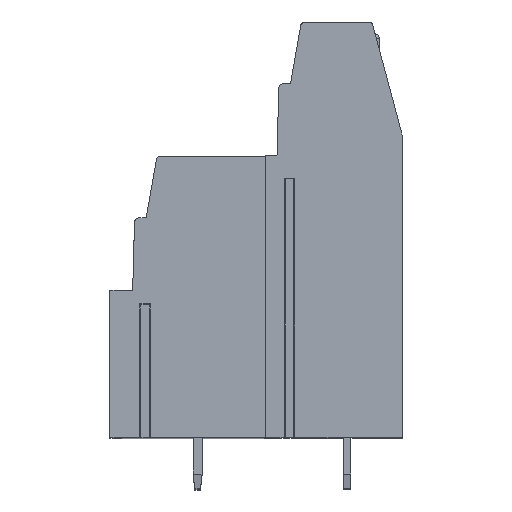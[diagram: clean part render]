
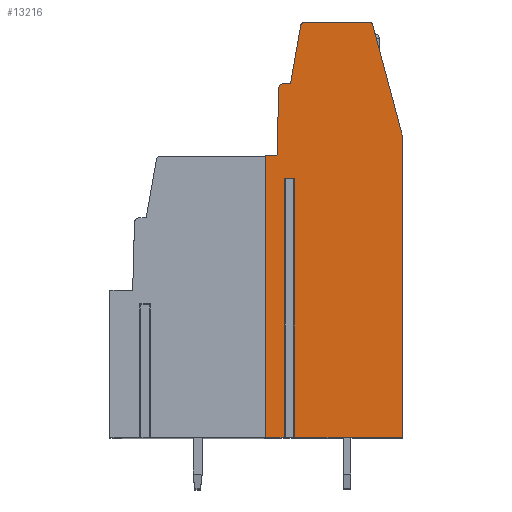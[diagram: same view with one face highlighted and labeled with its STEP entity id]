
A CAD part, top view. The second image highlights one B-rep face of the part: STEP entity #13216.
In plain terms, the highlighted planar face has unit normal (0, 0, 1).
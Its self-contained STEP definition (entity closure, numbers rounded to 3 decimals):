
#13=DIRECTION('',(-1.,0.,0.));
#14=VECTOR('',#13,0.743);
#15=CARTESIAN_POINT('',(1.908,2.65,48.26));
#16=LINE('',#15,#14);
#17=DIRECTION('',(0.,-1.,0.));
#18=VECTOR('',#17,17.55);
#19=CARTESIAN_POINT('',(1.165,2.65,48.26));
#20=LINE('',#19,#18);
#21=DIRECTION('',(1.,0.,0.));
#22=VECTOR('',#21,1.228);
#23=CARTESIAN_POINT('',(-0.063,-14.9,48.26));
#24=LINE('',#23,#22);
#25=DIRECTION('',(-1.,0.,0.));
#26=VECTOR('',#25,0.75);
#27=CARTESIAN_POINT('',(0.687,4.2,48.26));
#28=LINE('',#27,#26);
#29=DIRECTION('',(-0.026,-1.,0.));
#30=VECTOR('',#29,4.609);
#31=CARTESIAN_POINT('',(0.808,8.808,48.26));
#32=LINE('',#31,#30);
#33=CARTESIAN_POINT('',(1.108,8.8,48.26));
#34=DIRECTION('',(0.,0.,1.));
#35=DIRECTION('',(0.,1.,0.));
#36=AXIS2_PLACEMENT_3D('',#33,#34,#35);
#38=DIRECTION('',(-1.,0.,0.));
#39=VECTOR('',#38,0.497);
#40=CARTESIAN_POINT('',(1.605,9.1,48.26));
#41=LINE('',#40,#39);
#42=DIRECTION('',(-0.174,-0.985,0.));
#43=VECTOR('',#42,4.013);
#44=CARTESIAN_POINT('',(2.301,13.052,48.26));
#45=LINE('',#44,#43);
#46=CARTESIAN_POINT('',(2.597,13.,48.26));
#47=DIRECTION('',(0.,0.,1.));
#48=DIRECTION('',(0.,1.,0.));
#49=AXIS2_PLACEMENT_3D('',#46,#47,#48);
#51=DIRECTION('',(-1.,0.,0.));
#52=VECTOR('',#51,4.31);
#53=CARTESIAN_POINT('',(6.907,13.3,48.26));
#54=LINE('',#53,#52);
#55=CARTESIAN_POINT('',(6.907,13.,48.26));
#56=DIRECTION('',(0.,0.,1.));
#57=DIRECTION('',(0.966,0.259,0.));
#58=AXIS2_PLACEMENT_3D('',#55,#56,#57);
#60=CARTESIAN_POINT('',(8.187,5.518,48.26));
#61=DIRECTION('',(0.,0.,1.));
#62=DIRECTION('',(1.,0.,0.));
#63=AXIS2_PLACEMENT_3D('',#60,#61,#62);
#65=DIRECTION('',(0.,1.,0.));
#66=VECTOR('',#65,20.418);
#67=CARTESIAN_POINT('',(9.187,-14.9,48.26));
#68=LINE('',#67,#66);
#69=DIRECTION('',(1.,0.,0.));
#70=VECTOR('',#69,7.279);
#71=CARTESIAN_POINT('',(1.908,-14.9,48.26));
#72=LINE('',#71,#70);
#73=DIRECTION('',(0.,-1.,0.));
#74=VECTOR('',#73,17.55);
#75=CARTESIAN_POINT('',(1.908,2.65,48.26));
#76=LINE('',#75,#74);
#2195=DIRECTION('',(-0.259,0.966,0.));
#2196=VECTOR('',#2195,7.558);
#2197=CARTESIAN_POINT('',(9.153,5.777,48.26));
#2198=LINE('',#2197,#2196);
#5576=DIRECTION('',(0.,-1.,0.));
#5577=VECTOR('',#5576,19.1);
#5578=CARTESIAN_POINT('',(-0.063,4.2,48.26));
#5579=LINE('',#5578,#5577);
#10395=CARTESIAN_POINT('',(9.187,-14.9,48.26));
#10396=CARTESIAN_POINT('',(9.187,5.518,48.26));
#10397=VERTEX_POINT('',#10395);
#10398=VERTEX_POINT('',#10396);
#10399=CARTESIAN_POINT('',(9.153,5.777,48.26));
#10400=VERTEX_POINT('',#10399);
#10401=CARTESIAN_POINT('',(7.197,13.078,48.26));
#10402=CARTESIAN_POINT('',(6.907,13.3,48.26));
#10403=VERTEX_POINT('',#10401);
#10404=VERTEX_POINT('',#10402);
#10405=CARTESIAN_POINT('',(2.597,13.3,48.26));
#10406=VERTEX_POINT('',#10405);
#10407=CARTESIAN_POINT('',(2.301,13.052,48.26));
#10408=VERTEX_POINT('',#10407);
#10409=CARTESIAN_POINT('',(1.605,9.1,48.26));
#10410=VERTEX_POINT('',#10409);
#10411=CARTESIAN_POINT('',(1.108,9.1,48.26));
#10412=VERTEX_POINT('',#10411);
#10413=CARTESIAN_POINT('',(0.808,8.808,48.26));
#10414=VERTEX_POINT('',#10413);
#10415=CARTESIAN_POINT('',(0.687,4.2,48.26));
#10416=VERTEX_POINT('',#10415);
#10459=CARTESIAN_POINT('',(-0.063,-14.9,48.26));
#10461=VERTEX_POINT('',#10459);
#10467=CARTESIAN_POINT('',(-0.063,4.2,48.26));
#10468=VERTEX_POINT('',#10467);
#10543=CARTESIAN_POINT('',(1.908,2.65,48.26));
#10544=CARTESIAN_POINT('',(1.165,2.65,48.26));
#10545=VERTEX_POINT('',#10543);
#10546=VERTEX_POINT('',#10544);
#10547=CARTESIAN_POINT('',(1.908,-14.9,48.26));
#10548=VERTEX_POINT('',#10547);
#10549=CARTESIAN_POINT('',(1.165,-14.9,48.26));
#10550=VERTEX_POINT('',#10549);
#13175=CARTESIAN_POINT('',(0.,0.,48.26));
#13176=DIRECTION('',(0.,0.,1.));
#13177=DIRECTION('',(1.,0.,0.));
#13178=AXIS2_PLACEMENT_3D('',#13175,#13176,#13177);
#13179=PLANE('',#13178);
#13181=ORIENTED_EDGE('',*,*,#13180,.T.);
#13183=ORIENTED_EDGE('',*,*,#13182,.T.);
#13185=ORIENTED_EDGE('',*,*,#13184,.F.);
#13187=ORIENTED_EDGE('',*,*,#13186,.F.);
#13189=ORIENTED_EDGE('',*,*,#13188,.F.);
#13191=ORIENTED_EDGE('',*,*,#13190,.F.);
#13193=ORIENTED_EDGE('',*,*,#13192,.F.);
#13195=ORIENTED_EDGE('',*,*,#13194,.F.);
#13197=ORIENTED_EDGE('',*,*,#13196,.F.);
#13199=ORIENTED_EDGE('',*,*,#13198,.F.);
#13201=ORIENTED_EDGE('',*,*,#13200,.F.);
#13203=ORIENTED_EDGE('',*,*,#13202,.F.);
#13205=ORIENTED_EDGE('',*,*,#13204,.F.);
#13207=ORIENTED_EDGE('',*,*,#13206,.F.);
#13209=ORIENTED_EDGE('',*,*,#13208,.F.);
#13211=ORIENTED_EDGE('',*,*,#13210,.F.);
#13213=ORIENTED_EDGE('',*,*,#13212,.F.);
#13214=EDGE_LOOP('',(#13181,#13183,#13185,#13187,#13189,#13191,#13193,#13195,
#13197,#13199,#13201,#13203,#13205,#13207,#13209,#13211,#13213));
#13215=FACE_OUTER_BOUND('',#13214,.F.);
#37=CIRCLE('',#36,0.3);
#50=CIRCLE('',#49,0.3);
#59=CIRCLE('',#58,0.3);
#64=CIRCLE('',#63,1.);
#13180=EDGE_CURVE('',#10545,#10546,#16,.T.);
#13182=EDGE_CURVE('',#10546,#10550,#20,.T.);
#13184=EDGE_CURVE('',#10461,#10550,#24,.T.);
#13186=EDGE_CURVE('',#10468,#10461,#5579,.T.);
#13188=EDGE_CURVE('',#10416,#10468,#28,.T.);
#13190=EDGE_CURVE('',#10414,#10416,#32,.T.);
#13192=EDGE_CURVE('',#10412,#10414,#37,.T.);
#13194=EDGE_CURVE('',#10410,#10412,#41,.T.);
#13196=EDGE_CURVE('',#10408,#10410,#45,.T.);
#13198=EDGE_CURVE('',#10406,#10408,#50,.T.);
#13200=EDGE_CURVE('',#10404,#10406,#54,.T.);
#13202=EDGE_CURVE('',#10403,#10404,#59,.T.);
#13204=EDGE_CURVE('',#10400,#10403,#2198,.T.);
#13206=EDGE_CURVE('',#10398,#10400,#64,.T.);
#13208=EDGE_CURVE('',#10397,#10398,#68,.T.);
#13210=EDGE_CURVE('',#10548,#10397,#72,.T.);
#13212=EDGE_CURVE('',#10545,#10548,#76,.T.);
#13216=ADVANCED_FACE('',(#13215),#13179,.T.);
